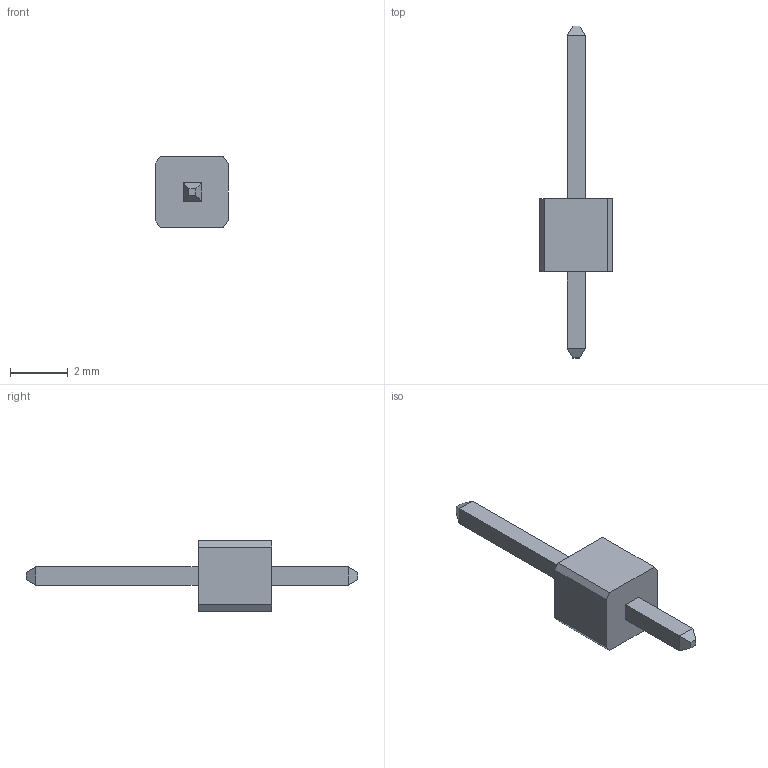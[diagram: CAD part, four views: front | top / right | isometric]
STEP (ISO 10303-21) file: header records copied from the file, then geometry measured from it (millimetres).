
FILE_DESCRIPTION(/* description */ (''),/* implementation_level */ '2;1');
FILE_NAME(/* name */ '1x01 connector.step',/* time_stamp */ '2018-09-29T20:07:41-04:00',/* author */ ('rdanie14'),/* organization */ (''),/* preprocessor_version */ 'ST-DEVELOPER v17.2',/* originating_system */ 'Autodesk Translation Framework v7.6.0.251',/* authorisation */ '');
FILE_SCHEMA (('AUTOMOTIVE_DESIGN { 1 0 10303 214 3 1 1 }'));
Length unit declared in the file: millimetre
Products named in the file (3): 1x01 connector; Component1; Component2
Assembly tree (2 placements, depth 2):
  1x01 connector
    Component1
    Component2
Bounding box: 2.52 x 11.54 x 2.46 mm (x, y, z)
Volume: 19.1 mm3; surface area: 71.4 mm2
Topology: 2 solids, 2 shells, 28 faces, 64 edges, 40 vertices
Faces by surface type: plane 28
Entity records: 867 total; most frequent: CARTESIAN_POINT 137, DIRECTION 130, ORIENTED_EDGE 128, LINE 64, VECTOR 64, EDGE_CURVE 64, VERTEX_POINT 40, AXIS2_PLACEMENT_3D 33
